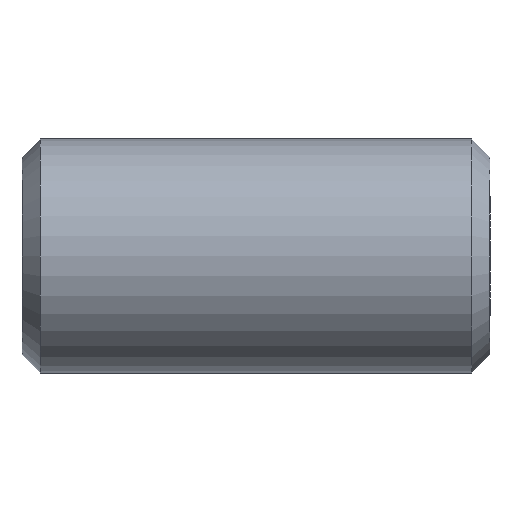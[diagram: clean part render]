
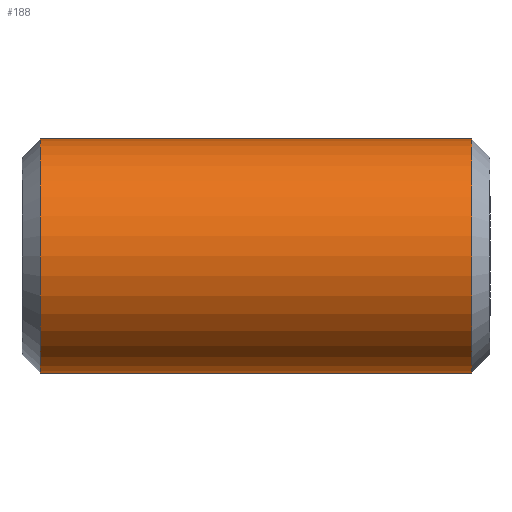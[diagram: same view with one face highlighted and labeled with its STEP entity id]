
A CAD part, left-side view. The second image highlights one B-rep face of the part: STEP entity #188.
In plain terms, the highlighted cylindrical face has radius 6.35 mm (diameter 12.7 mm), a partial arc.
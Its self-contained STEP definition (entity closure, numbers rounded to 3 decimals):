
#30 = DIRECTION ( 'NONE',  ( 0., -1., 0. ) ) ;
#37 = ORIENTED_EDGE ( 'NONE', *, *, #449, .F. ) ;
#42 = CARTESIAN_POINT ( 'NONE',  ( 0., 24.4, 0. ) ) ;
#49 = CIRCLE ( 'NONE', #326, 6.35 ) ;
#79 = EDGE_LOOP ( 'NONE', ( #37, #307, #466, #292 ) ) ;
#83 = CARTESIAN_POINT ( 'NONE',  ( 0., 24.4, 6.35 ) ) ;
#101 = LINE ( 'NONE', #367, #394 ) ;
#104 = CARTESIAN_POINT ( 'NONE',  ( 0., 1., 0. ) ) ;
#109 = VERTEX_POINT ( 'NONE', #253 ) ;
#114 = VECTOR ( 'NONE', #296, 1000. ) ;
#117 = CARTESIAN_POINT ( 'NONE',  ( 0., 1., -6.35 ) ) ;
#118 = EDGE_CURVE ( 'NONE', #380, #407, #101, .T. ) ;
#137 = EDGE_CURVE ( 'NONE', #109, #407, #49, .T. ) ;
#174 = CARTESIAN_POINT ( 'NONE',  ( 0., -4.973, 0. ) ) ;
#183 = DIRECTION ( 'NONE',  ( 0., 0., -1. ) ) ;
#188 = ADVANCED_FACE ( 'NONE', ( #462 ), #477, .T. ) ;
#214 = CIRCLE ( 'NONE', #308, 6.35 ) ;
#215 = DIRECTION ( 'NONE',  ( 0., 0., -1. ) ) ;
#216 = DIRECTION ( 'NONE',  ( 0., -1., 0. ) ) ;
#253 = CARTESIAN_POINT ( 'NONE',  ( 0., 1., 6.35 ) ) ;
#275 = LINE ( 'NONE', #471, #114 ) ;
#276 = EDGE_CURVE ( 'NONE', #420, #380, #214, .T. ) ;
#277 = DIRECTION ( 'NONE',  ( 0., -1., 0. ) ) ;
#282 = DIRECTION ( 'NONE',  ( 0., 0., -1. ) ) ;
#292 = ORIENTED_EDGE ( 'NONE', *, *, #137, .F. ) ;
#296 = DIRECTION ( 'NONE',  ( 0., -1., 0. ) ) ;
#306 = AXIS2_PLACEMENT_3D ( 'NONE', #174, #30, #183 ) ;
#307 = ORIENTED_EDGE ( 'NONE', *, *, #276, .T. ) ;
#308 = AXIS2_PLACEMENT_3D ( 'NONE', #42, #277, #282 ) ;
#326 = AXIS2_PLACEMENT_3D ( 'NONE', #104, #216, #215 ) ;
#350 = CARTESIAN_POINT ( 'NONE',  ( 0., 24.4, -6.35 ) ) ;
#367 = CARTESIAN_POINT ( 'NONE',  ( 0., -4.973, -6.35 ) ) ;
#380 = VERTEX_POINT ( 'NONE', #350 ) ;
#394 = VECTOR ( 'NONE', #398, 1000. ) ;
#398 = DIRECTION ( 'NONE',  ( 0., -1., 0. ) ) ;
#407 = VERTEX_POINT ( 'NONE', #117 ) ;
#420 = VERTEX_POINT ( 'NONE', #83 ) ;
#449 = EDGE_CURVE ( 'NONE', #420, #109, #275, .T. ) ;
#462 = FACE_OUTER_BOUND ( 'NONE', #79, .T. ) ;
#466 = ORIENTED_EDGE ( 'NONE', *, *, #118, .T. ) ;
#471 = CARTESIAN_POINT ( 'NONE',  ( 0., -4.973, 6.35 ) ) ;
#477 = CYLINDRICAL_SURFACE ( 'NONE', #306, 6.35 ) ;
